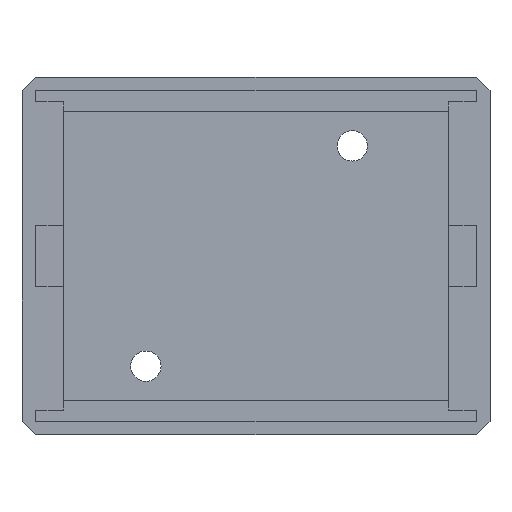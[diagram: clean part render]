
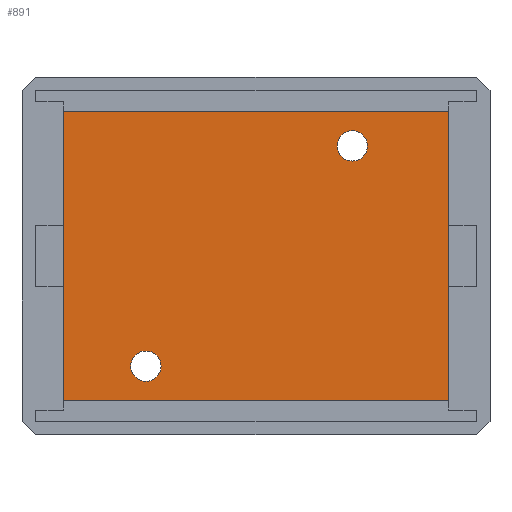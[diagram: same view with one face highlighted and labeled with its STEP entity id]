
A CAD part, top view. The second image highlights one B-rep face of the part: STEP entity #891.
In plain terms, the highlighted planar face has unit normal (0, 0, 1).
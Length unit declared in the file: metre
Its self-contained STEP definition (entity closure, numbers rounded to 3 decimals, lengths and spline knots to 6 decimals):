
#18=CIRCLE('',#958,0.0011);
#19=CIRCLE('',#959,0.0011);
#156=ORIENTED_EDGE('',*,*,#360,.T.);
#157=ORIENTED_EDGE('',*,*,#361,.T.);
#158=ORIENTED_EDGE('',*,*,#362,.F.);
#159=ORIENTED_EDGE('',*,*,#363,.T.);
#160=ORIENTED_EDGE('',*,*,#364,.T.);
#161=ORIENTED_EDGE('',*,*,#365,.F.);
#360=EDGE_CURVE('',#458,#458,#18,.F.);
#361=EDGE_CURVE('',#459,#459,#19,.F.);
#362=EDGE_CURVE('',#460,#461,#558,.T.);
#363=EDGE_CURVE('',#460,#462,#559,.T.);
#364=EDGE_CURVE('',#462,#463,#560,.T.);
#365=EDGE_CURVE('',#461,#463,#561,.T.);
#458=VERTEX_POINT('',#1411);
#459=VERTEX_POINT('',#1413);
#460=VERTEX_POINT('',#1415);
#461=VERTEX_POINT('',#1416);
#462=VERTEX_POINT('',#1418);
#463=VERTEX_POINT('',#1420);
#558=LINE('',#1414,#674);
#559=LINE('',#1417,#675);
#560=LINE('',#1419,#676);
#561=LINE('',#1421,#677);
#674=VECTOR('',#1142,1.);
#675=VECTOR('',#1143,1.);
#676=VECTOR('',#1144,1.);
#677=VECTOR('',#1145,1.);
#727=EDGE_LOOP('',(#156));
#728=EDGE_LOOP('',(#157));
#729=EDGE_LOOP('',(#158,#159,#160,#161));
#787=FACE_BOUND('',#727,.T.);
#788=FACE_BOUND('',#728,.T.);
#789=FACE_BOUND('',#729,.T.);
#844=PLANE('',#957);
#891=ADVANCED_FACE('',(#787,#788,#789),#844,.T.);
#957=AXIS2_PLACEMENT_3D('',#1409,#1136,#1137);
#958=AXIS2_PLACEMENT_3D('',#1410,#1138,#1139);
#959=AXIS2_PLACEMENT_3D('',#1412,#1140,#1141);
#1136=DIRECTION('',(0.,0.,1.));
#1137=DIRECTION('',(1.,0.,0.));
#1138=DIRECTION('',(0.,0.,1.));
#1139=DIRECTION('',(1.,0.,0.));
#1140=DIRECTION('',(0.,0.,1.));
#1141=DIRECTION('',(1.,0.,0.));
#1142=DIRECTION('',(-1.,0.,0.));
#1143=DIRECTION('',(0.,1.,0.));
#1144=DIRECTION('',(-1.,0.,0.));
#1145=DIRECTION('',(0.,1.,0.));
#1409=CARTESIAN_POINT('',(0.,0.,0.002));
#1410=CARTESIAN_POINT('',(-0.008,-0.008,0.002));
#1411=CARTESIAN_POINT('',(-0.0069,-0.008,0.002));
#1412=CARTESIAN_POINT('',(0.007,0.008,0.002));
#1413=CARTESIAN_POINT('',(0.0081,0.008,0.002));
#1414=CARTESIAN_POINT('',(0.,-0.0105,0.002));
#1415=CARTESIAN_POINT('',(0.014,-0.0105,0.002));
#1416=CARTESIAN_POINT('',(-0.014,-0.0105,0.002));
#1417=CARTESIAN_POINT('',(0.014,0.,0.002));
#1418=CARTESIAN_POINT('',(0.014,0.0105,0.002));
#1419=CARTESIAN_POINT('',(0.,0.0105,0.002));
#1420=CARTESIAN_POINT('',(-0.014,0.0105,0.002));
#1421=CARTESIAN_POINT('',(-0.014,0.,0.002));
